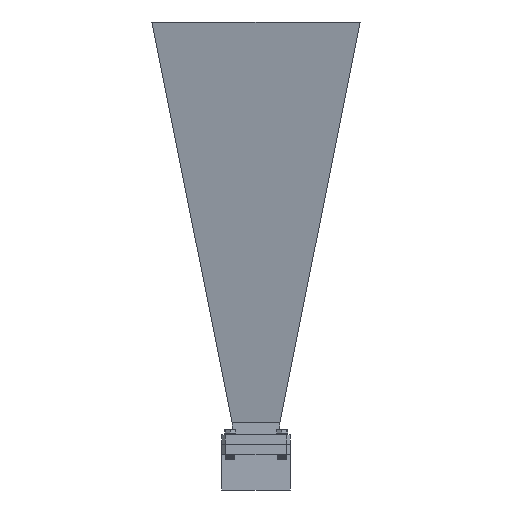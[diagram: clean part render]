
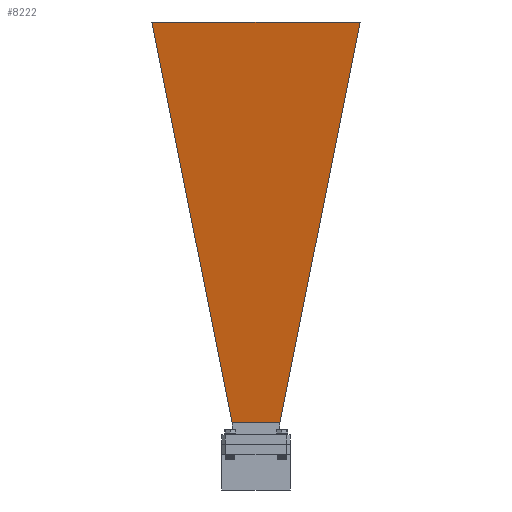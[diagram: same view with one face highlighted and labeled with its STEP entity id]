
A CAD part, front view. The second image highlights one B-rep face of the part: STEP entity #8222.
In plain terms, the highlighted face is planar.
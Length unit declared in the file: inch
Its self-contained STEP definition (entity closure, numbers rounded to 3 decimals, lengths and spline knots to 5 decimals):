
#104 = VECTOR ( 'NONE', #3564, 39.37008 ) ;
#253 = EDGE_CURVE ( 'NONE', #494, #14530, #7434, .T. ) ;
#432 = CARTESIAN_POINT ( 'NONE',  ( -1.93018, 0., 11.86327 ) ) ;
#482 = LINE ( 'NONE', #8207, #804 ) ;
#494 = VERTEX_POINT ( 'NONE', #5344 ) ;
#653 = CARTESIAN_POINT ( 'NONE',  ( -1.93018, -2.5744, 11.86327 ) ) ;
#804 = VECTOR ( 'NONE', #4950, 39.37008 ) ;
#2539 = DIRECTION ( 'NONE',  ( 0.156, 0.194, -0.968 ) ) ;
#3410 = EDGE_LOOP ( 'NONE', ( #13996, #11518, #10103, #15816 ) ) ;
#3443 = VECTOR ( 'NONE', #17001, 39.37008 ) ;
#3564 = DIRECTION ( 'NONE',  ( -0.156, 0.194, 0.968 ) ) ;
#3721 = EDGE_CURVE ( 'NONE', #14530, #11144, #9847, .T. ) ;
#3759 = VECTOR ( 'NONE', #2539, 39.37008 ) ;
#4950 = DIRECTION ( 'NONE',  ( 0., -1., 0. ) ) ;
#5344 = CARTESIAN_POINT ( 'NONE',  ( -0.33366, 0.58908, 1.9622 ) ) ;
#5803 = DIRECTION ( 'NONE',  ( -0.987, 0., -0.159 ) ) ;
#6549 = CARTESIAN_POINT ( 'NONE',  ( -0.33366, -0.58908, 1.9622 ) ) ;
#7293 = PLANE ( 'NONE',  #8999 ) ;
#7330 = CARTESIAN_POINT ( 'NONE',  ( -1.93018, 2.5744, 11.86327 ) ) ;
#7434 = LINE ( 'NONE', #7825, #104 ) ;
#7825 = CARTESIAN_POINT ( 'NONE',  ( -0.33366, 0.58908, 1.9622 ) ) ;
#8207 = CARTESIAN_POINT ( 'NONE',  ( -0.33366, 0., 1.9622 ) ) ;
#8222 = ADVANCED_FACE ( 'NONE', ( #8777 ), #7293, .T. ) ;
#8777 = FACE_OUTER_BOUND ( 'NONE', #3410, .T. ) ;
#8999 = AXIS2_PLACEMENT_3D ( 'NONE', #19408, #5803, #11896 ) ;
#9612 = EDGE_CURVE ( 'NONE', #494, #18110, #482, .T. ) ;
#9847 = LINE ( 'NONE', #432, #3443 ) ;
#10103 = ORIENTED_EDGE ( 'NONE', *, *, #253, .F. ) ;
#10496 = CARTESIAN_POINT ( 'NONE',  ( -1.93018, -2.5744, 11.86327 ) ) ;
#11144 = VERTEX_POINT ( 'NONE', #653 ) ;
#11518 = ORIENTED_EDGE ( 'NONE', *, *, #3721, .F. ) ;
#11896 = DIRECTION ( 'NONE',  ( -0.159, 0., 0.987 ) ) ;
#13996 = ORIENTED_EDGE ( 'NONE', *, *, #16980, .F. ) ;
#14530 = VERTEX_POINT ( 'NONE', #7330 ) ;
#15816 = ORIENTED_EDGE ( 'NONE', *, *, #9612, .T. ) ;
#16980 = EDGE_CURVE ( 'NONE', #11144, #18110, #19413, .T. ) ;
#17001 = DIRECTION ( 'NONE',  ( 0., -1., 0. ) ) ;
#18110 = VERTEX_POINT ( 'NONE', #6549 ) ;
#19408 = CARTESIAN_POINT ( 'NONE',  ( -1.13041, 0., 6.90335 ) ) ;
#19413 = LINE ( 'NONE', #10496, #3759 ) ;
